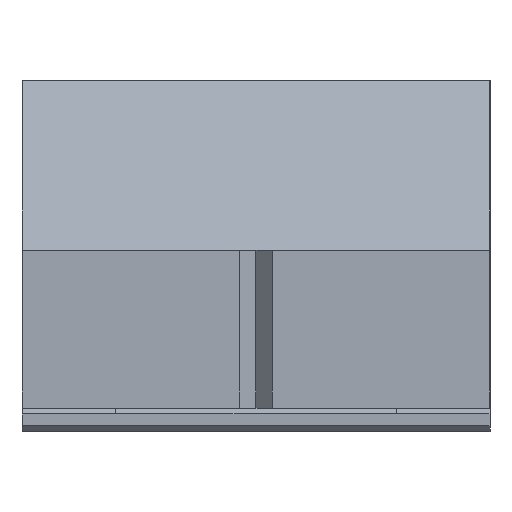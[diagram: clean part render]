
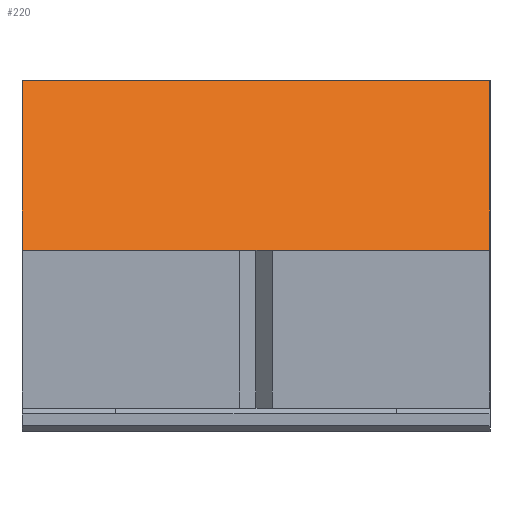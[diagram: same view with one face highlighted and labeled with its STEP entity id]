
A CAD part, front view. The second image highlights one B-rep face of the part: STEP entity #220.
In plain terms, the highlighted planar face has unit normal (0, -0.707, 0.707).
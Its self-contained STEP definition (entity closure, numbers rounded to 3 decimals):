
#220 = ADVANCED_FACE( '', ( #321 ), #322, .F. );
#321 = FACE_OUTER_BOUND( '', #642, .T. );
#322 = PLANE( '', #643 );
#642 = EDGE_LOOP( '', ( #1043, #1044, #1045, #1046 ) );
#643 = AXIS2_PLACEMENT_3D( '', #1047, #1048, #1049 );
#1043 = ORIENTED_EDGE( '', *, *, #1183, .T. );
#1044 = ORIENTED_EDGE( '', *, *, #1181, .F. );
#1045 = ORIENTED_EDGE( '', *, *, #1167, .F. );
#1046 = ORIENTED_EDGE( '', *, *, #1173, .T. );
#1047 = CARTESIAN_POINT( '', ( 20., 8.844, 28.5 ) );
#1048 = DIRECTION( '', ( 0., 0.707, -0.707 ) );
#1049 = DIRECTION( '', ( 0., 0.707, 0.707 ) );
#1167 = EDGE_CURVE( '', #1357, #1359, #1360, .T. );
#1173 = EDGE_CURVE( '', #1357, #1369, #1371, .T. );
#1181 = EDGE_CURVE( '', #1359, #1381, #1382, .T. );
#1183 = EDGE_CURVE( '', #1369, #1381, #1384, .T. );
#1357 = VERTEX_POINT( '', #2038 );
#1359 = VERTEX_POINT( '', #2041 );
#1360 = LINE( '', #2042, #2043 );
#1369 = VERTEX_POINT( '', #2056 );
#1371 = LINE( '', #2059, #2060 );
#1381 = VERTEX_POINT( '', #2077 );
#1382 = LINE( '', #2078, #2079 );
#1384 = LINE( '', #2082, #2083 );
#2038 = CARTESIAN_POINT( '', ( 20., 8.844, 28.5 ) );
#2041 = CARTESIAN_POINT( '', ( 20., -5.656, 14. ) );
#2042 = CARTESIAN_POINT( '', ( 20., 8.844, 28.5 ) );
#2043 = VECTOR( '', #2183, 1000. );
#2056 = CARTESIAN_POINT( '', ( -20., 8.844, 28.5 ) );
#2059 = CARTESIAN_POINT( '', ( 20., 8.844, 28.5 ) );
#2060 = VECTOR( '', #2189, 1000. );
#2077 = CARTESIAN_POINT( '', ( -20., -5.656, 14. ) );
#2078 = CARTESIAN_POINT( '', ( 20., -5.656, 14. ) );
#2079 = VECTOR( '', #2197, 1000. );
#2082 = CARTESIAN_POINT( '', ( -20., 8.844, 28.5 ) );
#2083 = VECTOR( '', #2199, 1000. );
#2183 = DIRECTION( '', ( 0., -0.707, -0.707 ) );
#2189 = DIRECTION( '', ( -1., 0., 0. ) );
#2197 = DIRECTION( '', ( -1., 0., 0. ) );
#2199 = DIRECTION( '', ( 0., -0.707, -0.707 ) );
